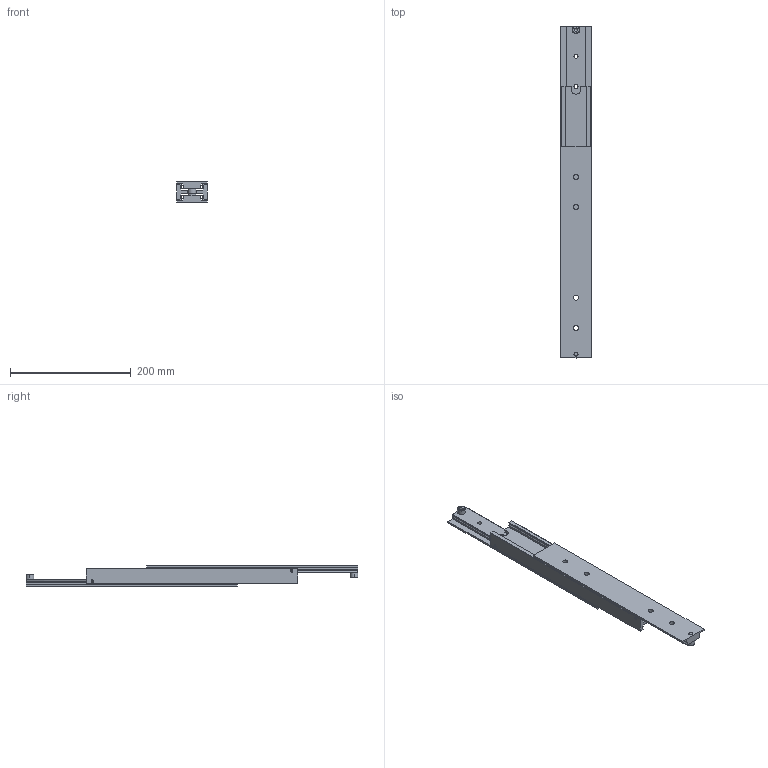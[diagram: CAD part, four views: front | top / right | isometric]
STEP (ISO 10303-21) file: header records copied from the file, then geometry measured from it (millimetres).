
FILE_DESCRIPTION((''),'2;1');
FILE_NAME('KDTS-50-350.stp','2022-06-06T14:43:01',(''),(''),'Mechanical Desktop 2006','Mechanical Desktop 2006',', , ');
FILE_SCHEMA(('CONFIG_CONTROL_DESIGN'));
Length unit declared in the file: millimetre
Products named in the file (4): KDTS-50A; INNER BEAM; F OUTER BEAM; OUTER BEAM
Assembly tree (3 placements, depth 2):
  KDTS-50A
    INNER BEAM
    F OUTER BEAM
    OUTER BEAM
Bounding box: 50 x 550 x 34 mm (x, y, z)
Volume: 459720.2 mm3; surface area: 160754.2 mm2
Topology: 3 solids, 43 shells, 584 faces, 1466 edges, 871 vertices
Faces by surface type: cylinder 190, torus 168, cone 114, plane 108, bspline 4
Entity records: 18433 total; most frequent: CARTESIAN_POINT 4031, DIRECTION 3264, ORIENTED_EDGE 2904, EDGE_CURVE 1452, AXIS2_PLACEMENT_3D 1380, VERTEX_POINT 871, CIRCLE 788, EDGE_LOOP 617
